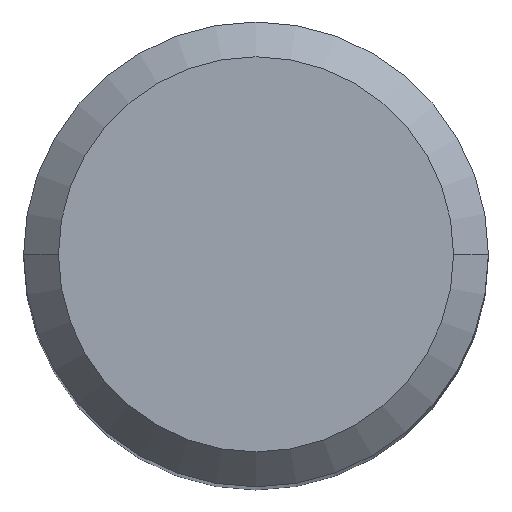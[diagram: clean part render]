
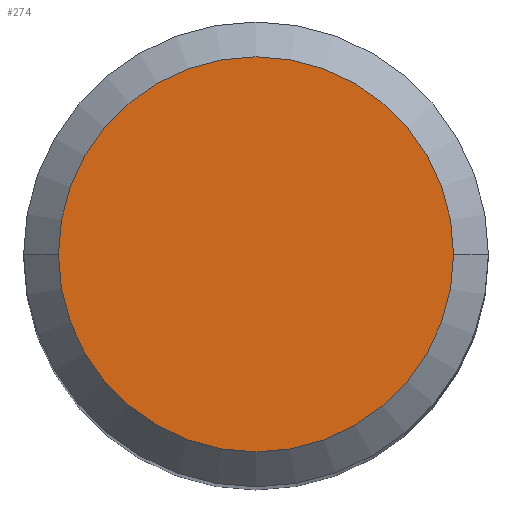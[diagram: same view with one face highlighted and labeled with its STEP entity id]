
A CAD part, top view. The second image highlights one B-rep face of the part: STEP entity #274.
In plain terms, the highlighted planar face has unit normal (0, 0, 1).
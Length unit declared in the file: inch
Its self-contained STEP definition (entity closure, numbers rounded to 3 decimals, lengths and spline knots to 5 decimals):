
#75 = EDGE_CURVE ( 'NONE', #168, #445, #379, .T. ) ;
#95 = DIRECTION ( 'NONE',  ( -1., 0., 0. ) ) ;
#114 = CARTESIAN_POINT ( 'NONE',  ( -0.16732, 0., 0. ) ) ;
#118 = ORIENTED_EDGE ( 'NONE', *, *, #392, .T. ) ;
#168 = VERTEX_POINT ( 'NONE', #114 ) ;
#171 = FACE_OUTER_BOUND ( 'NONE', #488, .T. ) ;
#209 = DIRECTION ( 'NONE',  ( 0., 0., 1. ) ) ;
#210 = ORIENTED_EDGE ( 'NONE', *, *, #75, .T. ) ;
#213 = DIRECTION ( 'NONE',  ( 0., 0., 1. ) ) ;
#221 = CIRCLE ( 'NONE', #399, 0.16732 ) ;
#242 = AXIS2_PLACEMENT_3D ( 'NONE', #299, #271, #95 ) ;
#252 = CARTESIAN_POINT ( 'NONE',  ( 0.16732, 0., 0. ) ) ;
#254 = CARTESIAN_POINT ( 'NONE',  ( 0., 0., 0. ) ) ;
#271 = DIRECTION ( 'NONE',  ( 0., 0., -1. ) ) ;
#274 = ADVANCED_FACE ( 'NONE', ( #171 ), #423, .F. ) ;
#276 = AXIS2_PLACEMENT_3D ( 'NONE', #254, #209, #365 ) ;
#299 = CARTESIAN_POINT ( 'NONE',  ( 0., 0., 0. ) ) ;
#304 = DIRECTION ( 'NONE',  ( 1., 0., 0. ) ) ;
#365 = DIRECTION ( 'NONE',  ( 1., 0., 0. ) ) ;
#379 = CIRCLE ( 'NONE', #276, 0.16732 ) ;
#389 = CARTESIAN_POINT ( 'NONE',  ( 0., 0., 0. ) ) ;
#392 = EDGE_CURVE ( 'NONE', #445, #168, #221, .T. ) ;
#399 = AXIS2_PLACEMENT_3D ( 'NONE', #389, #213, #304 ) ;
#423 = PLANE ( 'NONE',  #242 ) ;
#445 = VERTEX_POINT ( 'NONE', #252 ) ;
#488 = EDGE_LOOP ( 'NONE', ( #210, #118 ) ) ;
